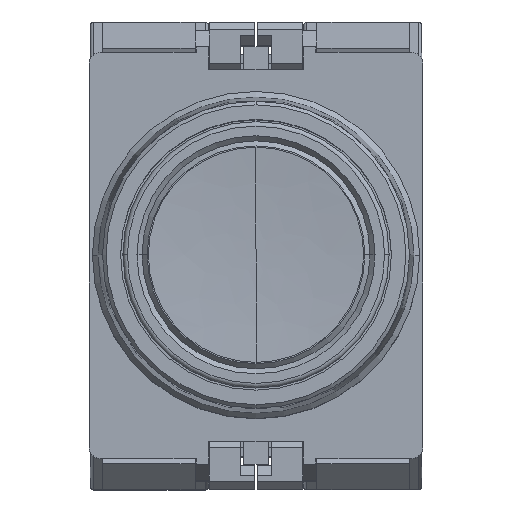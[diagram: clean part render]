
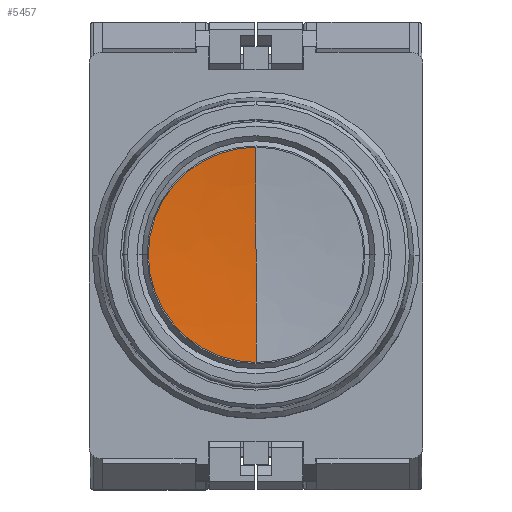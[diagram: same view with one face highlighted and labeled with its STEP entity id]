
A CAD part, top view. The second image highlights one B-rep face of the part: STEP entity #5457.
In plain terms, the highlighted free-form (B-spline) face has degree [3, 3] with [4, 4] control points.
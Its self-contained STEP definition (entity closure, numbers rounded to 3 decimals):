
#40 = FACE_OUTER_BOUND ( 'NONE', #11497, .T. ) ;
#99 = CARTESIAN_POINT ( 'NONE',  ( 0., 3.185, -0.38 ) ) ;
#123 = ORIENTED_EDGE ( 'NONE', *, *, #1593, .T. ) ;
#643 =( BOUNDED_SURFACE ( )  B_SPLINE_SURFACE ( 3, 3, ( 
 ( #8001, #11990, #3035, #7013 ),
 ( #11002, #2051, #6038, #10042 ),
 ( #1083, #5063, #9051, #99 ),
 ( #4079, #8062, #12053, #3097 ) ),
 .UNSPECIFIED., .F., .F., .F. ) 
 B_SPLINE_SURFACE_WITH_KNOTS ( ( 4, 4 ),
 ( 4, 4 ),
 ( 0., 1. ),
 ( 0., 1. ),
 .UNSPECIFIED. ) 
 GEOMETRIC_REPRESENTATION_ITEM ( )  RATIONAL_B_SPLINE_SURFACE ( (
 ( 1., 0.333, 0.333, 1.),
 ( 0.999, 0.333, 0.333, 0.999),
 ( 0.999, 0.333, 0.333, 0.999),
 ( 1., 0.333, 0.333, 1.) ) ) 
 REPRESENTATION_ITEM ( '' )  SURFACE ( )  );
#1082 = CIRCLE ( 'NONE', #5045, 9.542 ) ;
#1083 = CARTESIAN_POINT ( 'NONE',  ( 0., -3.185, -0.38 ) ) ;
#1265 = ORIENTED_EDGE ( 'NONE', *, *, #7860, .F. ) ;
#1275 = DIRECTION ( 'NONE',  ( 1., 0., 0. ) ) ;
#1505 = EDGE_CURVE ( 'NONE', #2928, #8217, #1082, .T. ) ;
#1593 = EDGE_CURVE ( 'NONE', #2928, #9435, #11713, .T. ) ;
#2051 = CARTESIAN_POINT ( 'NONE',  ( -12.735, -6.367, -0.253 ) ) ;
#2928 = VERTEX_POINT ( 'NONE', #9911 ) ;
#3035 = CARTESIAN_POINT ( 'NONE',  ( -19.085, 9.542, 0. ) ) ;
#3039 = CARTESIAN_POINT ( 'NONE',  ( 0., 0., 0. ) ) ;
#3097 = CARTESIAN_POINT ( 'NONE',  ( 0., 0., -0.38 ) ) ;
#4079 = CARTESIAN_POINT ( 'NONE',  ( 0., 0., -0.38 ) ) ;
#4230 = CARTESIAN_POINT ( 'NONE',  ( 0., 9.542, 0. ) ) ;
#4326 = AXIS2_PLACEMENT_3D ( 'NONE', #4661, #8650, #12633 ) ;
#4397 = AXIS2_PLACEMENT_3D ( 'NONE', #10231, #1275, #5264 ) ;
#4661 = CARTESIAN_POINT ( 'NONE',  ( 0., 0., 119.62 ) ) ;
#5045 = AXIS2_PLACEMENT_3D ( 'NONE', #3039, #7017, #11007 ) ;
#5063 = CARTESIAN_POINT ( 'NONE',  ( -6.37, -3.185, -0.38 ) ) ;
#5264 = DIRECTION ( 'NONE',  ( 0., 0., 1. ) ) ;
#5457 = ADVANCED_FACE ( 'NONE', ( #40 ), #643, .T. ) ;
#6038 = CARTESIAN_POINT ( 'NONE',  ( -12.735, 6.367, -0.253 ) ) ;
#7013 = CARTESIAN_POINT ( 'NONE',  ( 0., 9.542, 0. ) ) ;
#7017 = DIRECTION ( 'NONE',  ( 0., 0., -1. ) ) ;
#7860 = EDGE_CURVE ( 'NONE', #8217, #9435, #9981, .T. ) ;
#8001 = CARTESIAN_POINT ( 'NONE',  ( 0., -9.542, 0. ) ) ;
#8062 = CARTESIAN_POINT ( 'NONE',  ( 0., 0., -0.38 ) ) ;
#8217 = VERTEX_POINT ( 'NONE', #4230 ) ;
#8650 = DIRECTION ( 'NONE',  ( -1., 0., 0. ) ) ;
#9051 = CARTESIAN_POINT ( 'NONE',  ( -6.37, 3.185, -0.38 ) ) ;
#9435 = VERTEX_POINT ( 'NONE', #9784 ) ;
#9784 = CARTESIAN_POINT ( 'NONE',  ( 0., 0., -0.38 ) ) ;
#9911 = CARTESIAN_POINT ( 'NONE',  ( 0., -9.542, 0. ) ) ;
#9981 = CIRCLE ( 'NONE', #4326, 120. ) ;
#10042 = CARTESIAN_POINT ( 'NONE',  ( 0., 6.367, -0.253 ) ) ;
#10231 = CARTESIAN_POINT ( 'NONE',  ( 0., 0., 119.62 ) ) ;
#10571 = ORIENTED_EDGE ( 'NONE', *, *, #1505, .F. ) ;
#11002 = CARTESIAN_POINT ( 'NONE',  ( 0., -6.367, -0.253 ) ) ;
#11007 = DIRECTION ( 'NONE',  ( -1., 0., 0. ) ) ;
#11497 = EDGE_LOOP ( 'NONE', ( #10571, #123, #1265 ) ) ;
#11713 = CIRCLE ( 'NONE', #4397, 120. ) ;
#11990 = CARTESIAN_POINT ( 'NONE',  ( -19.085, -9.542, 0. ) ) ;
#12053 = CARTESIAN_POINT ( 'NONE',  ( 0., 0., -0.38 ) ) ;
#12633 = DIRECTION ( 'NONE',  ( 0., 0., 1. ) ) ;
